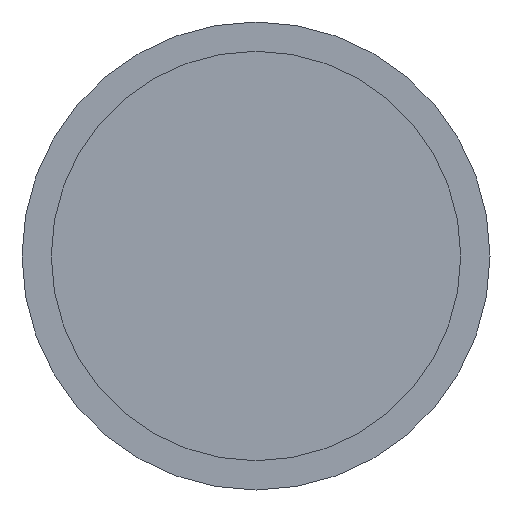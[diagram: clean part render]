
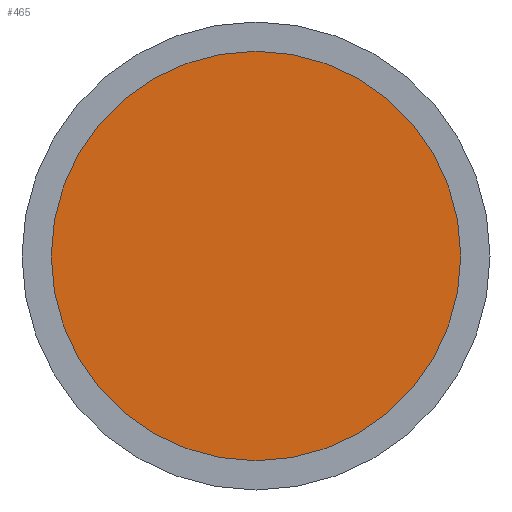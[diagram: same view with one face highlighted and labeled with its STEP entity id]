
A CAD part, front view. The second image highlights one B-rep face of the part: STEP entity #465.
In plain terms, the highlighted planar face has unit normal (0, -1, 0).
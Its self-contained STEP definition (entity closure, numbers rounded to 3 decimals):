
#169 = DIRECTION ( 'NONE',  ( 0., 0., -1. ) ) ;
#170 = DIRECTION ( 'NONE',  ( 0., -1., 0. ) ) ;
#171 = CARTESIAN_POINT ( 'NONE',  ( 14., 0., 0. ) ) ;
#172 = AXIS2_PLACEMENT_3D ( 'NONE', #171, #170, #169 ) ;
#213 = DIRECTION ( 'NONE',  ( 0., 0., -1. ) ) ;
#214 = DIRECTION ( 'NONE',  ( 0., -1., 0. ) ) ;
#215 = CARTESIAN_POINT ( 'NONE',  ( 0., 0., 0. ) ) ;
#216 = AXIS2_PLACEMENT_3D ( 'NONE', #215, #214, #213 ) ;
#217 = CIRCLE ( 'NONE', #216, 14. ) ;
#218 = CARTESIAN_POINT ( 'NONE',  ( 0., 0., 14. ) ) ;
#315 = CARTESIAN_POINT ( 'NONE',  ( 0., 0., -14. ) ) ;
#330 = PLANE ( 'NONE',  #172 ) ;
#331 = FACE_OUTER_BOUND ( 'NONE', #467, .T. ) ;
#356 = DIRECTION ( 'NONE',  ( 0., 0., -1. ) ) ;
#357 = DIRECTION ( 'NONE',  ( 0., -1., 0. ) ) ;
#358 = CARTESIAN_POINT ( 'NONE',  ( 0., 0., 0. ) ) ;
#359 = AXIS2_PLACEMENT_3D ( 'NONE', #358, #357, #356 ) ;
#360 = CIRCLE ( 'NONE', #359, 14. ) ;
#389 = VERTEX_POINT ( 'NONE', #218 ) ;
#391 = EDGE_CURVE ( 'NONE', #405, #389, #217, .T. ) ;
#405 = VERTEX_POINT ( 'NONE', #315 ) ;
#448 = EDGE_CURVE ( 'NONE', #389, #405, #360, .T. ) ;
#459 = ORIENTED_EDGE ( 'NONE', *, *, #391, .T. ) ;
#465 = ADVANCED_FACE ( 'NONE', ( #331 ), #330, .T. ) ;
#466 = ORIENTED_EDGE ( 'NONE', *, *, #448, .T. ) ;
#467 = EDGE_LOOP ( 'NONE', ( #459, #466 ) ) ;
